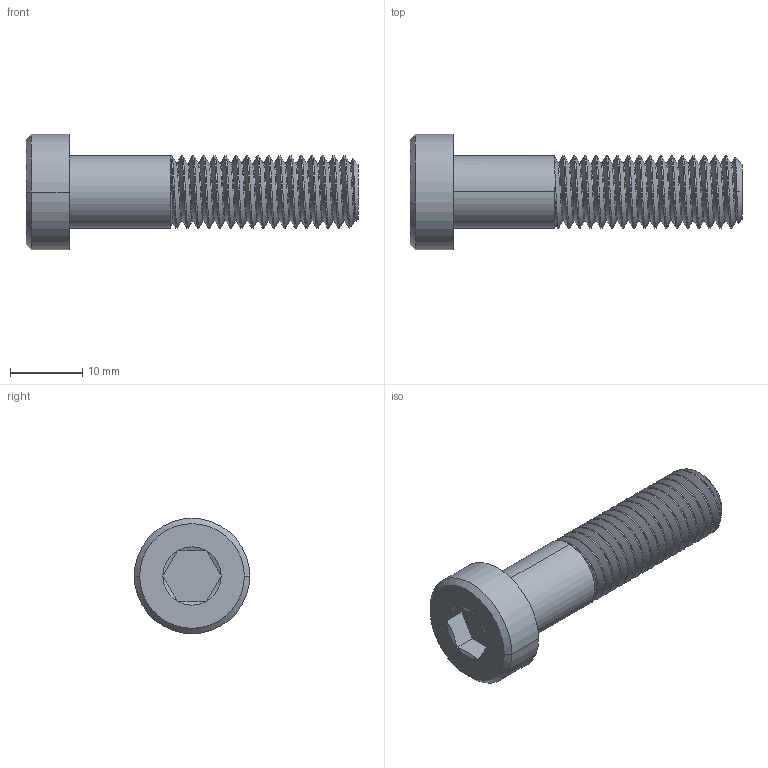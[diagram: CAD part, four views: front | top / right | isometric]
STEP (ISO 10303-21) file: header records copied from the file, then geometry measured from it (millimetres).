
FILE_DESCRIPTION (( 'STEP AP203' ), '1' );
FILE_NAME ('90327A181_Alloy Steel Low-Profile Socket Head Screws.STEP', '2021-07-11T08:24:53', ( 'Administrator' ), ( 'Managed by Terraform' ), 'SwSTEP 2.0', 'SolidWorks 2017', '' );
FILE_SCHEMA (( 'CONFIG_CONTROL_DESIGN' ));
Length unit declared in the file: millimetre
Products named in the file (1): 90327A181_Alloy Steel Low-Profile Socket Head Screws
Bounding box: 46 x 16 x 16 mm (x, y, z)
Volume: 3828.4 mm3; surface area: 2445.1 mm2
Topology: 1 solids, 1 shells, 65 faces, 168 edges, 107 vertices
Faces by surface type: cylinder 38, cone 14, plane 10, bspline 3
Entity records: 5717 total; most frequent: CARTESIAN_POINT 4295, ORIENTED_EDGE 336, DIRECTION 229, EDGE_CURVE 168, VERTEX_POINT 107, AXIS2_PLACEMENT_3D 86, EDGE_LOOP 67, FACE_OUTER_BOUND 65
